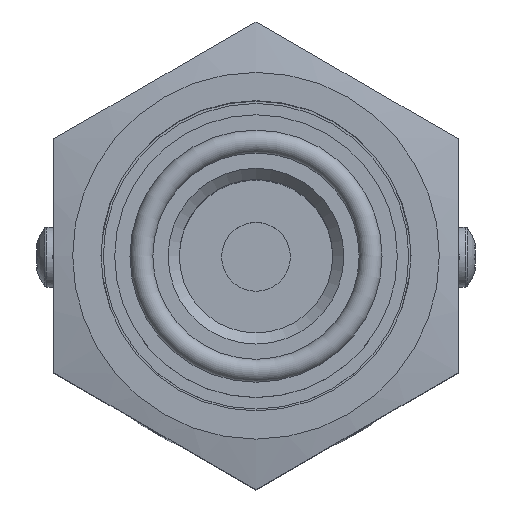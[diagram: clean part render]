
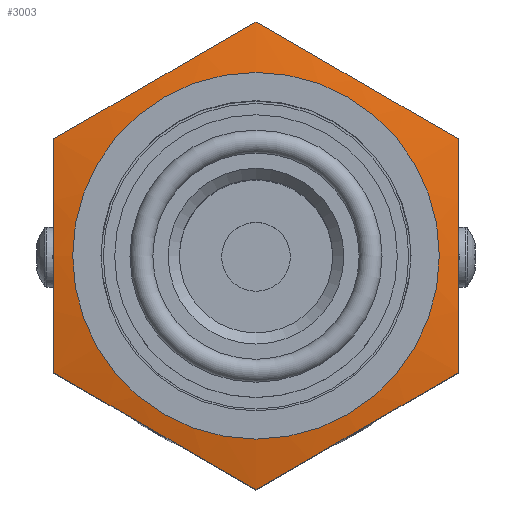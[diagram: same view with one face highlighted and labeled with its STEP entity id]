
A CAD part, top view. The second image highlights one B-rep face of the part: STEP entity #3003.
In plain terms, the highlighted conical face has half-angle 78.69 degrees and reference radius 14.097 mm.
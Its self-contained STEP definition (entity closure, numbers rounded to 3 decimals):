
#45=(
BOUNDED_CURVE()
B_SPLINE_CURVE(2,(#10482,#10483,#10484),.UNSPECIFIED.,.F.,.F.)
B_SPLINE_CURVE_WITH_KNOTS((3,3),(0.076,1.657),
 .UNSPECIFIED.)
CURVE()
GEOMETRIC_REPRESENTATION_ITEM()
RATIONAL_B_SPLINE_CURVE((1.016,1.173,1.016))
REPRESENTATION_ITEM('')
);
#46=(
BOUNDED_CURVE()
B_SPLINE_CURVE(2,(#10489,#10490,#10491),.UNSPECIFIED.,.F.,.F.)
B_SPLINE_CURVE_WITH_KNOTS((3,3),(0.076,1.657),
 .UNSPECIFIED.)
CURVE()
GEOMETRIC_REPRESENTATION_ITEM()
RATIONAL_B_SPLINE_CURVE((1.016,1.173,1.016))
REPRESENTATION_ITEM('')
);
#47=(
BOUNDED_CURVE()
B_SPLINE_CURVE(2,(#10496,#10497,#10498),.UNSPECIFIED.,.F.,.F.)
B_SPLINE_CURVE_WITH_KNOTS((3,3),(7.932,11.366),
 .UNSPECIFIED.)
CURVE()
GEOMETRIC_REPRESENTATION_ITEM()
RATIONAL_B_SPLINE_CURVE((4.35,4.687,4.687))
REPRESENTATION_ITEM('')
);
#48=(
BOUNDED_CURVE()
B_SPLINE_CURVE(2,(#10499,#10500,#10501),.UNSPECIFIED.,.F.,.F.)
B_SPLINE_CURVE_WITH_KNOTS((3,3),(11.366,14.8),
 .UNSPECIFIED.)
CURVE()
GEOMETRIC_REPRESENTATION_ITEM()
RATIONAL_B_SPLINE_CURVE((4.687,4.687,4.35))
REPRESENTATION_ITEM('')
);
#49=(
BOUNDED_CURVE()
B_SPLINE_CURVE(2,(#10506,#10507,#10508),.UNSPECIFIED.,.F.,.F.)
B_SPLINE_CURVE_WITH_KNOTS((3,3),(0.076,1.657),
 .UNSPECIFIED.)
CURVE()
GEOMETRIC_REPRESENTATION_ITEM()
RATIONAL_B_SPLINE_CURVE((1.016,1.173,1.016))
REPRESENTATION_ITEM('')
);
#50=(
BOUNDED_CURVE()
B_SPLINE_CURVE(2,(#10510,#10511,#10512),.UNSPECIFIED.,.F.,.F.)
B_SPLINE_CURVE_WITH_KNOTS((3,3),(0.076,1.657),
 .UNSPECIFIED.)
CURVE()
GEOMETRIC_REPRESENTATION_ITEM()
RATIONAL_B_SPLINE_CURVE((1.016,1.173,1.016))
REPRESENTATION_ITEM('')
);
#51=(
BOUNDED_CURVE()
B_SPLINE_CURVE(2,(#10513,#10514,#10515),.UNSPECIFIED.,.F.,.F.)
B_SPLINE_CURVE_WITH_KNOTS((3,3),(0.076,1.657),
 .UNSPECIFIED.)
CURVE()
GEOMETRIC_REPRESENTATION_ITEM()
RATIONAL_B_SPLINE_CURVE((1.016,1.173,1.016))
REPRESENTATION_ITEM('')
);
#221=CONICAL_SURFACE('',#3362,14.097,1.373);
#487=FACE_OUTER_BOUND('',#705,.T.);
#705=EDGE_LOOP('',(#2651,#2652,#2653,#2654,#2655,#2656,#2657,#2658,#2659,
#2660));
#883=CIRCLE('',#3363,12.192);
#1003=LINE('',#10517,#1121);
#1121=VECTOR('',#4121,14.097);
#1395=VERTEX_POINT('',#10479);
#1396=VERTEX_POINT('',#10481);
#1397=VERTEX_POINT('',#10487);
#1398=VERTEX_POINT('',#10493);
#1399=VERTEX_POINT('',#10495);
#1401=VERTEX_POINT('',#10505);
#1402=VERTEX_POINT('',#10509);
#1403=VERTEX_POINT('',#10516);
#1817=EDGE_CURVE('',#1395,#1396,#45,.T.);
#1820=EDGE_CURVE('',#1397,#1395,#46,.T.);
#1822=EDGE_CURVE('',#1398,#1399,#47,.T.);
#1823=EDGE_CURVE('',#1399,#1397,#48,.T.);
#1825=EDGE_CURVE('',#1401,#1398,#49,.T.);
#1826=EDGE_CURVE('',#1402,#1401,#50,.T.);
#1827=EDGE_CURVE('',#1396,#1402,#51,.T.);
#1828=EDGE_CURVE('',#1399,#1403,#1003,.T.);
#1829=EDGE_CURVE('',#1403,#1403,#883,.T.);
#2651=ORIENTED_EDGE('',*,*,#1822,.F.);
#2652=ORIENTED_EDGE('',*,*,#1825,.F.);
#2653=ORIENTED_EDGE('',*,*,#1826,.F.);
#2654=ORIENTED_EDGE('',*,*,#1827,.F.);
#2655=ORIENTED_EDGE('',*,*,#1817,.F.);
#2656=ORIENTED_EDGE('',*,*,#1820,.F.);
#2657=ORIENTED_EDGE('',*,*,#1823,.F.);
#2658=ORIENTED_EDGE('',*,*,#1828,.T.);
#2659=ORIENTED_EDGE('',*,*,#1829,.F.);
#2660=ORIENTED_EDGE('',*,*,#1828,.F.);
#3003=ADVANCED_FACE('',(#487),#221,.T.);
#3362=AXIS2_PLACEMENT_3D('',#10504,#4119,#4120);
#3363=AXIS2_PLACEMENT_3D('',#10518,#4122,#4123);
#4119=DIRECTION('center_axis',(0.,0.,
-1.));
#4120=DIRECTION('ref_axis',(1.,0.,0.));
#4121=DIRECTION('',(0.981,0.,0.196));
#4122=DIRECTION('center_axis',(0.,0.,
1.));
#4123=DIRECTION('ref_axis',(1.,0.,0.));
#10479=CARTESIAN_POINT('',(0.005,15.545,15.127));
#10481=CARTESIAN_POINT('',(13.467,7.773,15.127));
#10482=CARTESIAN_POINT('Ctrl Pts',(0.005,15.545,
15.127));
#10483=CARTESIAN_POINT('Ctrl Pts',(6.737,11.659,15.904));
#10484=CARTESIAN_POINT('Ctrl Pts',(13.467,7.773,15.127));
#10487=CARTESIAN_POINT('',(-13.457,7.773,15.127));
#10489=CARTESIAN_POINT('Ctrl Pts',(-13.457,7.773,15.127));
#10490=CARTESIAN_POINT('Ctrl Pts',(-6.726,11.659,15.904));
#10491=CARTESIAN_POINT('Ctrl Pts',(0.005,15.545,
15.127));
#10493=CARTESIAN_POINT('',(-13.457,-7.772,15.127));
#10495=CARTESIAN_POINT('',(-13.457,0.,15.543));
#10496=CARTESIAN_POINT('Ctrl Pts',(-13.457,-7.772,
15.127));
#10497=CARTESIAN_POINT('Ctrl Pts',(-13.457,-3.607,
15.543));
#10498=CARTESIAN_POINT('Ctrl Pts',(-13.457,0.,
15.543));
#10499=CARTESIAN_POINT('Ctrl Pts',(-13.457,0.,
15.543));
#10500=CARTESIAN_POINT('Ctrl Pts',(-13.457,3.607,15.543));
#10501=CARTESIAN_POINT('Ctrl Pts',(-13.457,7.773,15.127));
#10504=CARTESIAN_POINT('Origin',(0.005,0.,
15.416));
#10505=CARTESIAN_POINT('',(0.005,-15.544,15.127));
#10506=CARTESIAN_POINT('Ctrl Pts',(0.005,-15.544,
15.127));
#10507=CARTESIAN_POINT('Ctrl Pts',(-6.725,-11.658,
15.904));
#10508=CARTESIAN_POINT('Ctrl Pts',(-13.457,-7.772,15.127));
#10509=CARTESIAN_POINT('',(13.467,-7.772,15.127));
#10510=CARTESIAN_POINT('Ctrl Pts',(13.467,-7.772,15.127));
#10511=CARTESIAN_POINT('Ctrl Pts',(6.736,-11.658,15.904));
#10512=CARTESIAN_POINT('Ctrl Pts',(0.005,-15.544,
15.127));
#10513=CARTESIAN_POINT('Ctrl Pts',(13.467,7.773,15.127));
#10514=CARTESIAN_POINT('Ctrl Pts',(13.467,0.,
15.904));
#10515=CARTESIAN_POINT('Ctrl Pts',(13.467,-7.772,15.127));
#10516=CARTESIAN_POINT('',(-12.187,0.,15.797));
#10517=CARTESIAN_POINT('',(-14.092,0.,15.416));
#10518=CARTESIAN_POINT('Origin',(0.005,0.,
15.797));
